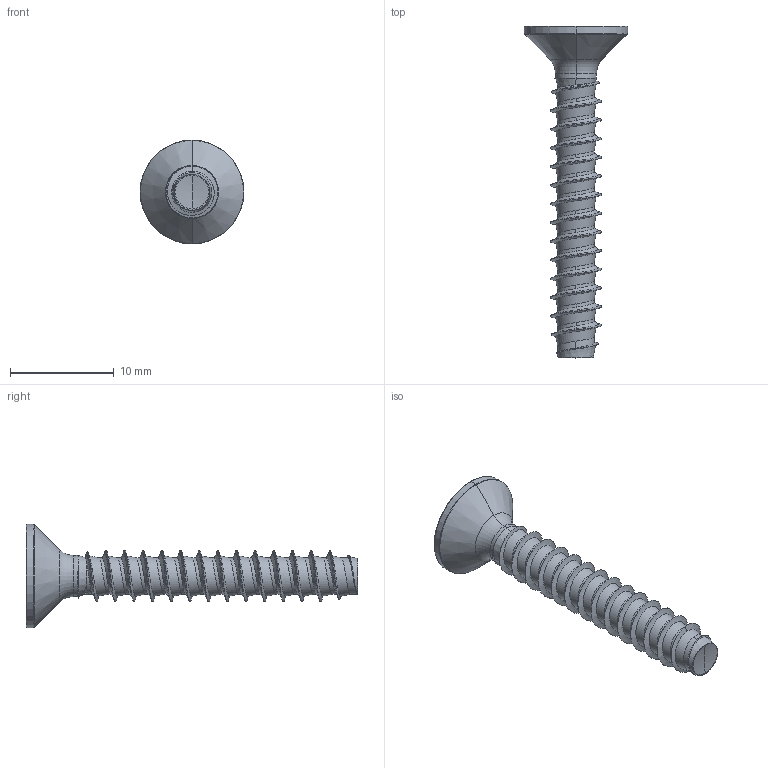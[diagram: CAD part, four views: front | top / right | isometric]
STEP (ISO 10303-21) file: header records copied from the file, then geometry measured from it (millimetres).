
FILE_DESCRIPTION (( 'STEP AP203' ), '1' );
FILE_NAME ('STP430500320.STEP', '2020-09-22T13:25:38', ( '' ), ( '' ), 'SwSTEP 2.0', 'SolidWorks 2015', '' );
FILE_SCHEMA (( 'CONFIG_CONTROL_DESIGN' ));
Length unit declared in the file: millimetre
Products named in the file (2): STP430500320
Bounding box: 10 x 32 x 10 mm (x, y, z)
Volume: 488.9 mm3; surface area: 753.6 mm2
Topology: 1 solids, 1 shells, 117 faces, 290 edges, 177 vertices
Faces by surface type: cylinder 56, bspline 35, cone 11, torus 10, plane 3, sphere 2
Entity records: 24273 total; most frequent: CARTESIAN_POINT 21760, ORIENTED_EDGE 580, DIRECTION 379, EDGE_CURVE 290, VERTEX_POINT 177, AXIS2_PLACEMENT_3D 154, B_SPLINE_CURVE_WITH_KNOTS 119, EDGE_LOOP 119
